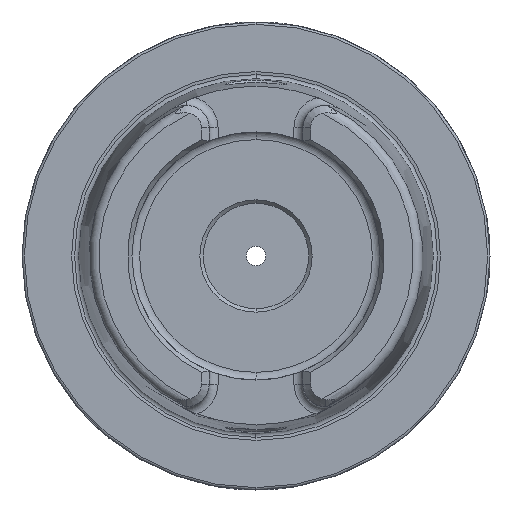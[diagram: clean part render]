
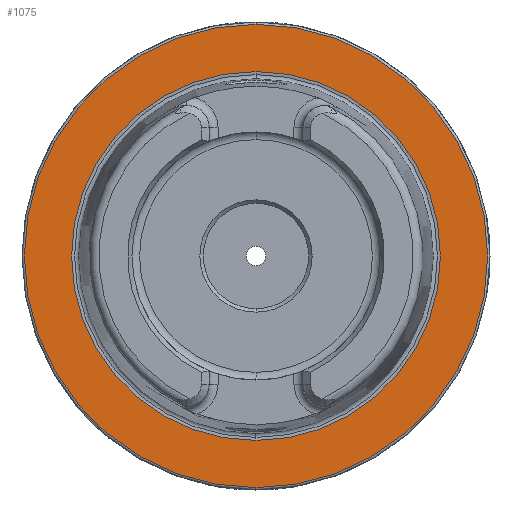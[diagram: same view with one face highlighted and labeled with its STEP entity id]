
A CAD part, left-side view. The second image highlights one B-rep face of the part: STEP entity #1075.
In plain terms, the highlighted planar face has unit normal (-1, 0, 0).
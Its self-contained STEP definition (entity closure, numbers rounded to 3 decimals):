
#585 = EDGE_LOOP ( 'NONE', ( #1731, #1732 ) ) ;
#1075 = ADVANCED_FACE ( 'NONE', ( #2080, #2087 ), #2088, .F. ) ;
#1731 = ORIENTED_EDGE ( 'NONE', *, *, #2690, .F. ) ;
#1732 = ORIENTED_EDGE ( 'NONE', *, *, #2237, .F. ) ;
#1733 = ORIENTED_EDGE ( 'NONE', *, *, #2241, .T. ) ;
#1734 = ORIENTED_EDGE ( 'NONE', *, *, #2689, .T. ) ;
#2080 = FACE_BOUND ( 'NONE', #585, .T. ) ;
#2083 = DIRECTION ( 'NONE',  ( 1., 0., 0. ) ) ;
#2085 = CARTESIAN_POINT ( 'NONE',  ( 0., 49.5, 0. ) ) ;
#2087 = FACE_OUTER_BOUND ( 'NONE', #7615, .T. ) ;
#2088 = PLANE ( 'NONE',  #7426 ) ;
#2090 = DIRECTION ( 'NONE',  ( 0., 0., -1. ) ) ;
#2237 = EDGE_CURVE ( 'NONE', #7718, #7680, #5830, .T. ) ;
#2241 = EDGE_CURVE ( 'NONE', #7671, #7678, #5838, .T. ) ;
#2401 = CARTESIAN_POINT ( 'NONE',  ( 0., 0., 49.5 ) ) ;
#2408 = CARTESIAN_POINT ( 'NONE',  ( 0., 0., -49.5 ) ) ;
#2410 = CARTESIAN_POINT ( 'NONE',  ( 0., 0., 39.405 ) ) ;
#2448 = CARTESIAN_POINT ( 'NONE',  ( 0., 0., -39.405 ) ) ;
#2689 = EDGE_CURVE ( 'NONE', #7678, #7671, #3699, .T. ) ;
#2690 = EDGE_CURVE ( 'NONE', #7680, #7718, #3701, .T. ) ;
#3699 = CIRCLE ( 'NONE', #3702, 49.5 ) ;
#3701 = CIRCLE ( 'NONE', #3704, 39.405 ) ;
#3702 = AXIS2_PLACEMENT_3D ( 'NONE', #6579, #6580, #6581 ) ;
#3704 = AXIS2_PLACEMENT_3D ( 'NONE', #6582, #6583, #6584 ) ;
#5830 = CIRCLE ( 'NONE', #5834, 39.405 ) ;
#5834 = AXIS2_PLACEMENT_3D ( 'NONE', #10073, #10074, #10075 ) ;
#5838 = CIRCLE ( 'NONE', #5841, 49.5 ) ;
#5841 = AXIS2_PLACEMENT_3D ( 'NONE', #10086, #10087, #10088 ) ;
#6579 = CARTESIAN_POINT ( 'NONE',  ( 0., 0., 0. ) ) ;
#6580 = DIRECTION ( 'NONE',  ( -1., 0., 0. ) ) ;
#6581 = DIRECTION ( 'NONE',  ( 0., 0., 1. ) ) ;
#6582 = CARTESIAN_POINT ( 'NONE',  ( 0., 0., 0. ) ) ;
#6583 = DIRECTION ( 'NONE',  ( -1., 0., 0. ) ) ;
#6584 = DIRECTION ( 'NONE',  ( 0., 0., 1. ) ) ;
#7426 = AXIS2_PLACEMENT_3D ( 'NONE', #2085, #2083, #2090 ) ;
#7615 = EDGE_LOOP ( 'NONE', ( #1733, #1734 ) ) ;
#7671 = VERTEX_POINT ( 'NONE', #2401 ) ;
#7678 = VERTEX_POINT ( 'NONE', #2408 ) ;
#7680 = VERTEX_POINT ( 'NONE', #2410 ) ;
#7718 = VERTEX_POINT ( 'NONE', #2448 ) ;
#10073 = CARTESIAN_POINT ( 'NONE',  ( 0., 0., 0. ) ) ;
#10074 = DIRECTION ( 'NONE',  ( -1., 0., 0. ) ) ;
#10075 = DIRECTION ( 'NONE',  ( 0., 0., 1. ) ) ;
#10086 = CARTESIAN_POINT ( 'NONE',  ( 0., 0., 0. ) ) ;
#10087 = DIRECTION ( 'NONE',  ( -1., 0., 0. ) ) ;
#10088 = DIRECTION ( 'NONE',  ( 0., 0., 1. ) ) ;
